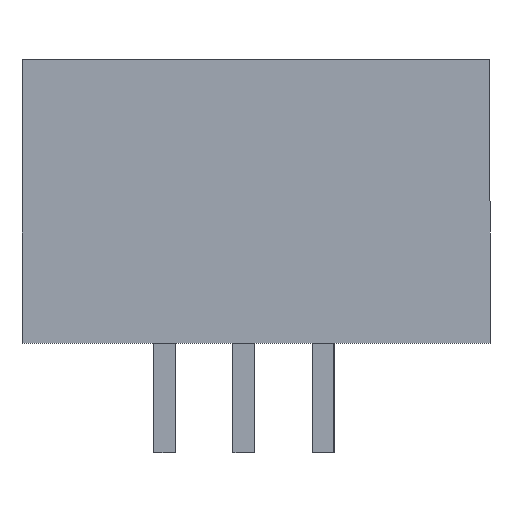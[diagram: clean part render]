
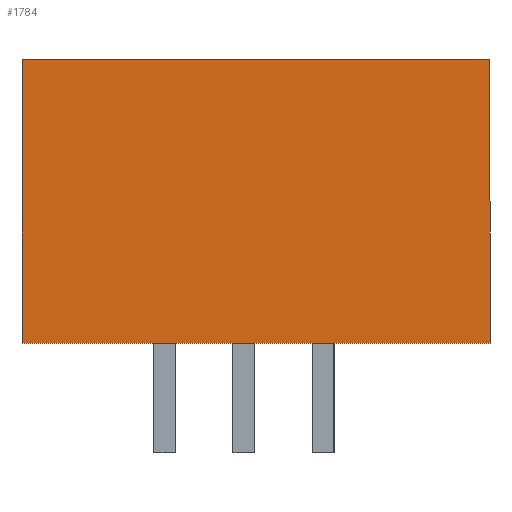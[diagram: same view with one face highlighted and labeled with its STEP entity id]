
A CAD part, front view. The second image highlights one B-rep face of the part: STEP entity #1784.
In plain terms, the highlighted planar face has unit normal (0, -1, 0).
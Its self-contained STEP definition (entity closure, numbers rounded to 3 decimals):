
#19 = VERTEX_POINT ( 'NONE', #3032 ) ;
#229 = VERTEX_POINT ( 'NONE', #530 ) ;
#236 = VERTEX_POINT ( 'NONE', #1448 ) ;
#238 = LINE ( 'NONE', #792, #1556 ) ;
#407 = EDGE_CURVE ( 'NONE', #229, #236, #2231, .T. ) ;
#429 = EDGE_CURVE ( 'NONE', #1842, #19, #2075, .T. ) ;
#479 = PLANE ( 'NONE',  #2174 ) ;
#530 = CARTESIAN_POINT ( 'NONE',  ( -7.5, -4.5, 9. ) ) ;
#572 = ORIENTED_EDGE ( 'NONE', *, *, #407, .T. ) ;
#726 = CARTESIAN_POINT ( 'NONE',  ( -7.5, -4.5, 9. ) ) ;
#792 = CARTESIAN_POINT ( 'NONE',  ( 7.5, -4.5, -0.1 ) ) ;
#795 = CARTESIAN_POINT ( 'NONE',  ( 7.5, -4.5, 9. ) ) ;
#951 = LINE ( 'NONE', #1925, #2919 ) ;
#968 = ORIENTED_EDGE ( 'NONE', *, *, #1246, .F. ) ;
#969 = FACE_OUTER_BOUND ( 'NONE', #1378, .T. ) ;
#1010 = DIRECTION ( 'NONE',  ( 1., 0., 0. ) ) ;
#1057 = DIRECTION ( 'NONE',  ( -1., 0., 0. ) ) ;
#1246 = EDGE_CURVE ( 'NONE', #229, #1842, #951, .T. ) ;
#1265 = DIRECTION ( 'NONE',  ( 0., 0., -1. ) ) ;
#1378 = EDGE_LOOP ( 'NONE', ( #572, #2627, #2479, #968 ) ) ;
#1438 = VECTOR ( 'NONE', #2050, 1000. ) ;
#1448 = CARTESIAN_POINT ( 'NONE',  ( -7.5, -4.5, -0.1 ) ) ;
#1556 = VECTOR ( 'NONE', #1057, 1000. ) ;
#1584 = VECTOR ( 'NONE', #1265, 1000. ) ;
#1703 = EDGE_CURVE ( 'NONE', #19, #236, #238, .T. ) ;
#1784 = ADVANCED_FACE ( 'NONE', ( #969 ), #479, .F. ) ;
#1842 = VERTEX_POINT ( 'NONE', #3058 ) ;
#1925 = CARTESIAN_POINT ( 'NONE',  ( -7.5, -4.5, 9. ) ) ;
#2050 = DIRECTION ( 'NONE',  ( 0., 0., -1. ) ) ;
#2075 = LINE ( 'NONE', #795, #1438 ) ;
#2107 = DIRECTION ( 'NONE',  ( 0., 0., 1. ) ) ;
#2174 = AXIS2_PLACEMENT_3D ( 'NONE', #726, #2870, #2107 ) ;
#2231 = LINE ( 'NONE', #2704, #1584 ) ;
#2479 = ORIENTED_EDGE ( 'NONE', *, *, #429, .F. ) ;
#2627 = ORIENTED_EDGE ( 'NONE', *, *, #1703, .F. ) ;
#2704 = CARTESIAN_POINT ( 'NONE',  ( -7.5, -4.5, 9. ) ) ;
#2870 = DIRECTION ( 'NONE',  ( 0., 1., 0. ) ) ;
#2919 = VECTOR ( 'NONE', #1010, 1000. ) ;
#3032 = CARTESIAN_POINT ( 'NONE',  ( 7.5, -4.5, -0.1 ) ) ;
#3058 = CARTESIAN_POINT ( 'NONE',  ( 7.5, -4.5, 9. ) ) ;
